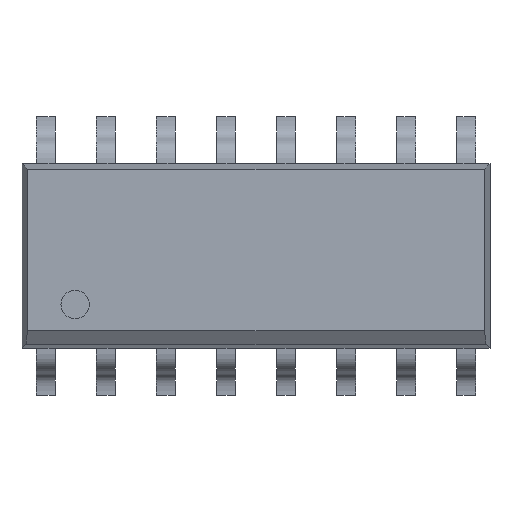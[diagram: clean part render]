
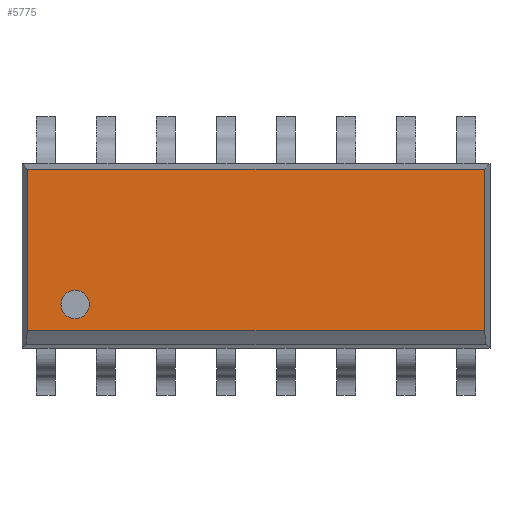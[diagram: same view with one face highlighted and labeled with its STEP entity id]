
A CAD part, top view. The second image highlights one B-rep face of the part: STEP entity #5775.
In plain terms, the highlighted planar face has unit normal (0, 0, 1).
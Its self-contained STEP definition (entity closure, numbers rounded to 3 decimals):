
#54 = LINE ( 'NONE', #1908, #59 ) ;
#59 = VECTOR ( 'NONE', #1975, 1000. ) ;
#71 = LINE ( 'NONE', #1638, #77 ) ;
#76 = LINE ( 'NONE', #1999, #79 ) ;
#77 = VECTOR ( 'NONE', #1714, 1000. ) ;
#79 = VECTOR ( 'NONE', #1662, 1000. ) ;
#469 = ORIENTED_EDGE ( 'NONE', *, *, #2378, .T. ) ;
#502 = ORIENTED_EDGE ( 'NONE', *, *, #2489, .T. ) ;
#510 = ORIENTED_EDGE ( 'NONE', *, *, #2423, .F. ) ;
#512 = ORIENTED_EDGE ( 'NONE', *, *, #2361, .T. ) ;
#522 = ORIENTED_EDGE ( 'NONE', *, *, #2377, .T. ) ;
#1323 = CIRCLE ( 'NONE', #2525, 0.3 ) ;
#1638 = CARTESIAN_POINT ( 'NONE',  ( -4.95, 1.831, 1.5 ) ) ;
#1662 = DIRECTION ( 'NONE',  ( 1., 0., 0. ) ) ;
#1714 = DIRECTION ( 'NONE',  ( -1., 0., 0. ) ) ;
#1908 = CARTESIAN_POINT ( 'NONE',  ( 4.831, 1.831, 1.5 ) ) ;
#1975 = DIRECTION ( 'NONE',  ( 0., 1., 0. ) ) ;
#1999 = CARTESIAN_POINT ( 'NONE',  ( 0., -1.584, 1.5 ) ) ;
#2361 = EDGE_CURVE ( 'NONE', #5965, #5966, #54, .T. ) ;
#2377 = EDGE_CURVE ( 'NONE', #5966, #5960, #71, .T. ) ;
#2378 = EDGE_CURVE ( 'NONE', #6240, #5965, #76, .T. ) ;
#2423 = EDGE_CURVE ( 'NONE', #6255, #6236, #1323, .T. ) ;
#2472 = EDGE_CURVE ( 'NONE', #6236, #6255, #2890, .T. ) ;
#2489 = EDGE_CURVE ( 'NONE', #5960, #6240, #2919, .T. ) ;
#2525 = AXIS2_PLACEMENT_3D ( 'NONE', #6550, #6571, #6589 ) ;
#2527 = AXIS2_PLACEMENT_3D ( 'NONE', #2973, #2974, #2975 ) ;
#2890 = CIRCLE ( 'NONE', #2527, 0.3 ) ;
#2919 = LINE ( 'NONE', #3010, #2922 ) ;
#2922 = VECTOR ( 'NONE', #3011, 1000. ) ;
#2973 = CARTESIAN_POINT ( 'NONE',  ( -3.827, -1.029, 1.5 ) ) ;
#2974 = DIRECTION ( 'NONE',  ( 0., 0., 1. ) ) ;
#2975 = DIRECTION ( 'NONE',  ( 1., 0., 0. ) ) ;
#3010 = CARTESIAN_POINT ( 'NONE',  ( -4.831, -1.831, 1.5 ) ) ;
#3011 = DIRECTION ( 'NONE',  ( 0., -1., 0. ) ) ;
#4285 = PLANE ( 'NONE',  #4881 ) ;
#4292 = CARTESIAN_POINT ( 'NONE',  ( 0., 0., 1.5 ) ) ;
#4293 = DIRECTION ( 'NONE',  ( 0., 0., 1. ) ) ;
#4294 = DIRECTION ( 'NONE',  ( 1., 0., 0. ) ) ;
#4388 = CARTESIAN_POINT ( 'NONE',  ( -4.831, 1.831, 1.5 ) ) ;
#4438 = CARTESIAN_POINT ( 'NONE',  ( 4.831, -1.584, 1.5 ) ) ;
#4439 = CARTESIAN_POINT ( 'NONE',  ( 4.831, 1.831, 1.5 ) ) ;
#4765 = CARTESIAN_POINT ( 'NONE',  ( -4.127, -1.029, 1.5 ) ) ;
#4786 = CARTESIAN_POINT ( 'NONE',  ( -4.831, -1.584, 1.5 ) ) ;
#4787 = CARTESIAN_POINT ( 'NONE',  ( -3.527, -1.029, 1.5 ) ) ;
#4881 = AXIS2_PLACEMENT_3D ( 'NONE', #4292, #4293, #4294 ) ;
#4900 = FACE_BOUND ( 'NONE', #5810, .T. ) ;
#4904 = FACE_OUTER_BOUND ( 'NONE', #5824, .T. ) ;
#5775 = ADVANCED_FACE ( 'NONE', ( #4900, #4904 ), #4285, .T. ) ;
#5810 = EDGE_LOOP ( 'NONE', ( #6007, #510 ) ) ;
#5824 = EDGE_LOOP ( 'NONE', ( #502, #469, #512, #522 ) ) ;
#5960 = VERTEX_POINT ( 'NONE', #4388 ) ;
#5965 = VERTEX_POINT ( 'NONE', #4438 ) ;
#5966 = VERTEX_POINT ( 'NONE', #4439 ) ;
#6007 = ORIENTED_EDGE ( 'NONE', *, *, #2472, .F. ) ;
#6236 = VERTEX_POINT ( 'NONE', #4787 ) ;
#6240 = VERTEX_POINT ( 'NONE', #4786 ) ;
#6255 = VERTEX_POINT ( 'NONE', #4765 ) ;
#6550 = CARTESIAN_POINT ( 'NONE',  ( -3.827, -1.029, 1.5 ) ) ;
#6571 = DIRECTION ( 'NONE',  ( 0., 0., 1. ) ) ;
#6589 = DIRECTION ( 'NONE',  ( 1., 0., 0. ) ) ;
